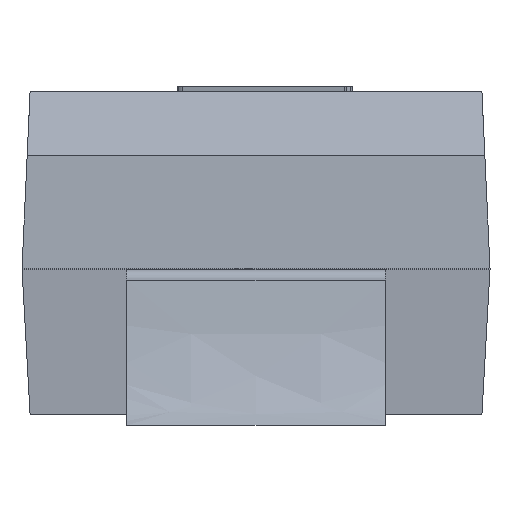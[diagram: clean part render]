
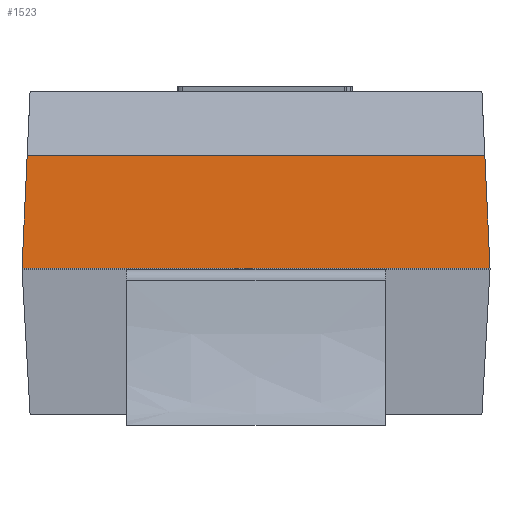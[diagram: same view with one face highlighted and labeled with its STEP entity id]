
A CAD part, left-side view. The second image highlights one B-rep face of the part: STEP entity #1523.
In plain terms, the highlighted planar face has unit normal (-0.999, 0, 0.046).
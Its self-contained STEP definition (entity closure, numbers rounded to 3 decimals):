
#1523=ADVANCED_FACE('',(#2817),#2819,.F.);
#2817=FACE_BOUND('',#2818,.T.);
#2818=EDGE_LOOP('',(#4923,#4924,#4925,#4926));
#2819=PLANE('',#2820);
#2820=AXIS2_PLACEMENT_3D('',#2821,#2822,#2823);
#2821=CARTESIAN_POINT('',(-3.513,-2.175,2.28));
#2822=DIRECTION('',(0.999,0.,-0.046));
#2823=DIRECTION('',(0.,1.,0.));
#4923=ORIENTED_EDGE('',*,*,#6440,.T.);
#4924=ORIENTED_EDGE('',*,*,#6439,.F.);
#4925=ORIENTED_EDGE('',*,*,#6441,.F.);
#4926=ORIENTED_EDGE('',*,*,#6431,.T.);
#6431=EDGE_CURVE('',#7494,#7495,#7496,.T.);
#6439=EDGE_CURVE('',#7506,#7504,#7508,.T.);
#6440=EDGE_CURVE('',#7495,#7504,#7509,.T.);
#6441=EDGE_CURVE('',#7494,#7506,#7510,.T.);
#7494=VERTEX_POINT('',#9579);
#7495=VERTEX_POINT('',#9580);
#7496=LINE('',#9581,#9582);
#7504=VERTEX_POINT('',#9601);
#7506=VERTEX_POINT('',#9605);
#7508=LINE('',#9609,#9610);
#7509=LINE('',#9612,#9613);
#7510=LINE('',#9615,#9616);
#9579=CARTESIAN_POINT('',(-3.55,-2.175,1.46));
#9580=CARTESIAN_POINT('',(-3.502,-2.127,2.509));
#9581=CARTESIAN_POINT('',(-3.55,-2.175,1.46));
#9582=VECTOR('',#9583,1.);
#9583=DIRECTION('',(0.046,0.046,0.998));
#9601=CARTESIAN_POINT('',(-3.502,2.127,2.509));
#9605=CARTESIAN_POINT('',(-3.55,2.175,1.46));
#9609=CARTESIAN_POINT('',(-3.55,2.175,1.46));
#9610=VECTOR('',#9611,1.);
#9611=DIRECTION('',(0.046,-0.046,0.998));
#9612=CARTESIAN_POINT('',(-3.502,-2.127,2.509));
#9613=VECTOR('',#9614,1.);
#9614=DIRECTION('',(0.,1.,0.));
#9615=CARTESIAN_POINT('',(-3.55,-2.175,1.46));
#9616=VECTOR('',#9617,1.);
#9617=DIRECTION('',(0.,1.,0.));
